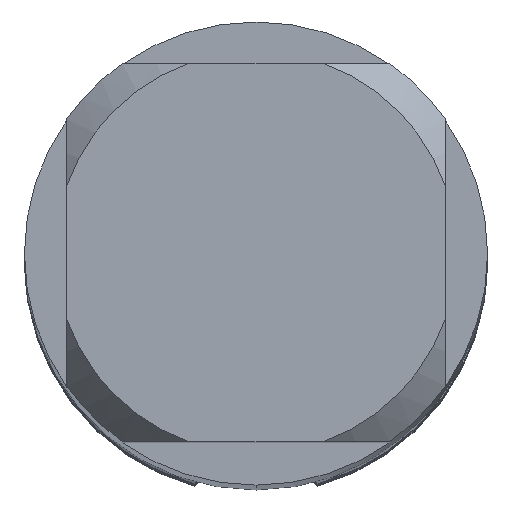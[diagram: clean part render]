
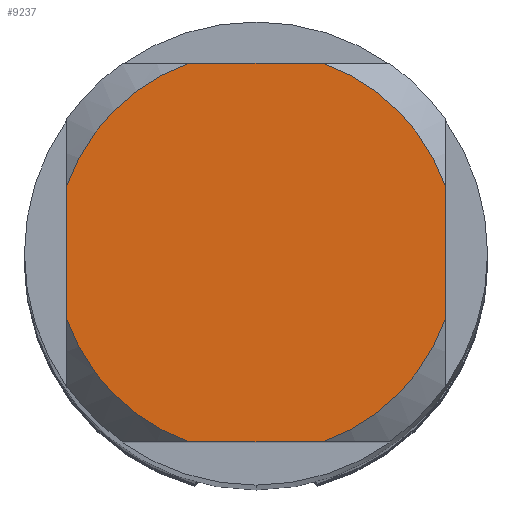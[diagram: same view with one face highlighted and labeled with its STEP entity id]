
A CAD part, top view. The second image highlights one B-rep face of the part: STEP entity #9237.
In plain terms, the highlighted planar face has unit normal (0, 0, 1).
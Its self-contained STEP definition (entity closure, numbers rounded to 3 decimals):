
#4395=EDGE_CURVE('',#6237,#4457,#12883,.T.);
#4457=VERTEX_POINT('',#12951);
#4627=VERTEX_POINT('',#13132);
#5197=EDGE_CURVE('',#9425,#12369,#13744,.T.);
#5393=EDGE_CURVE('',#11869,#12369,#13957,.T.);
#5731=EDGE_CURVE('',#9425,#4627,#14331,.T.);
#6013=EDGE_CURVE('',#6237,#10371,#14639,.T.);
#6237=VERTEX_POINT('',#14886);
#7381=EDGE_CURVE('',#7819,#4627,#16136,.T.);
#7571=EDGE_CURVE('',#11869,#4457,#16341,.T.);
#7819=VERTEX_POINT('',#16620);
#9237=ADVANCED_FACE('',(#18170),#18171,.T.);
#9425=VERTEX_POINT('',#18378);
#10371=VERTEX_POINT('',#19396);
#11869=VERTEX_POINT('',#21036);
#11935=EDGE_CURVE('',#7819,#10371,#21107,.T.);
#12369=VERTEX_POINT('',#21572);
#12883=LINE('',#22188,#22189);
#12951=CARTESIAN_POINT('',(-2.45,-0.87,0.0));
#13132=CARTESIAN_POINT('',(2.45,0.87,0.0));
#13744=CIRCLE('',#23531,2.6);
#13957=LINE('',#23931,#23932);
#14331=LINE('',#24649,#24650);
#14639=CIRCLE('',#25128,2.6);
#14886=CARTESIAN_POINT('',(-2.45,0.87,0.0));
#16136=CIRCLE('',#27505,2.6);
#16341=CIRCLE('',#27886,2.6);
#16620=CARTESIAN_POINT('',(0.87,2.45,0.0));
#18170=FACE_OUTER_BOUND('',#30849,.T.);
#18171=PLANE('',#30850);
#18378=CARTESIAN_POINT('',(2.45,-0.87,0.0));
#19396=CARTESIAN_POINT('',(-0.87,2.45,0.0));
#21036=CARTESIAN_POINT('',(-0.87,-2.45,0.0));
#21107=LINE('',#35790,#35791);
#21572=CARTESIAN_POINT('',(0.87,-2.45,0.0));
#22188=CARTESIAN_POINT('',(-2.45,0.65,0.0));
#22189=VECTOR('',#37305,1.0);
#23531=AXIS2_PLACEMENT_3D('',#38436,#38437,#38438);
#23931=CARTESIAN_POINT('',(0.0,-2.45,0.0));
#23932=VECTOR('',#38648,1.0);
#24649=CARTESIAN_POINT('',(2.45,0.65,0.0));
#24650=VECTOR('',#39064,1.0);
#25128=AXIS2_PLACEMENT_3D('',#39371,#39372,#39373);
#27505=AXIS2_PLACEMENT_3D('',#40988,#40989,#40990);
#27886=AXIS2_PLACEMENT_3D('',#41199,#41200,#41201);
#30849=EDGE_LOOP('',(#43186,#43187,#43188,#43189,#43190,#43191,#43192,#43193));
#30850=AXIS2_PLACEMENT_3D('',#43194,#43195,#43196);
#35790=CARTESIAN_POINT('',(0.0,2.45,0.0));
#35791=VECTOR('',#46920,1.0);
#37305=DIRECTION('',(-0.0,-1.0,0.0));
#38436=CARTESIAN_POINT('',(0.0,0.0,0.0));
#38437=DIRECTION('',(0.0,0.0,-1.0));
#38438=DIRECTION('',(0.0,1.0,0.0));
#38648=DIRECTION('',(1.0,0.0,0.0));
#39064=DIRECTION('',(-0.0,1.0,0.0));
#39371=CARTESIAN_POINT('',(0.0,0.0,0.0));
#39372=DIRECTION('',(0.0,0.0,-1.0));
#39373=DIRECTION('',(0.0,1.0,0.0));
#40988=CARTESIAN_POINT('',(0.0,0.0,0.0));
#40989=DIRECTION('',(0.0,0.0,-1.0));
#40990=DIRECTION('',(0.0,1.0,0.0));
#41199=CARTESIAN_POINT('',(0.0,0.0,0.0));
#41200=DIRECTION('',(0.0,0.0,-1.0));
#41201=DIRECTION('',(0.0,1.0,0.0));
#43186=ORIENTED_EDGE('',*,*,#4395,.T.);
#43187=ORIENTED_EDGE('',*,*,#7571,.F.);
#43188=ORIENTED_EDGE('',*,*,#5393,.T.);
#43189=ORIENTED_EDGE('',*,*,#5197,.F.);
#43190=ORIENTED_EDGE('',*,*,#5731,.T.);
#43191=ORIENTED_EDGE('',*,*,#7381,.F.);
#43192=ORIENTED_EDGE('',*,*,#11935,.T.);
#43193=ORIENTED_EDGE('',*,*,#6013,.F.);
#43194=CARTESIAN_POINT('',(0.0,1.3,0.0));
#43195=DIRECTION('',(-0.0,0.0,1.0));
#43196=DIRECTION('',(0.0,-1.0,0.0));
#46920=DIRECTION('',(-1.0,0.0,0.0));
